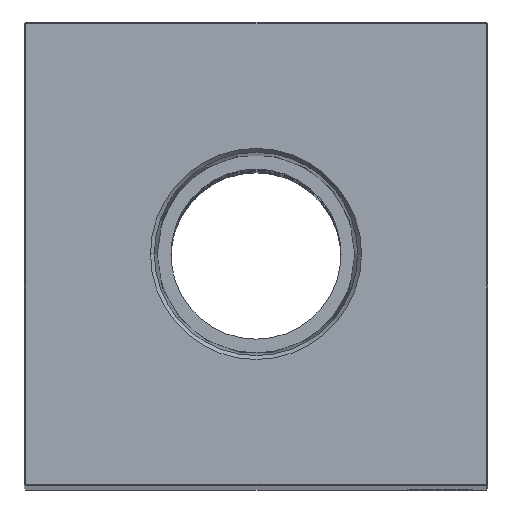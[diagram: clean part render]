
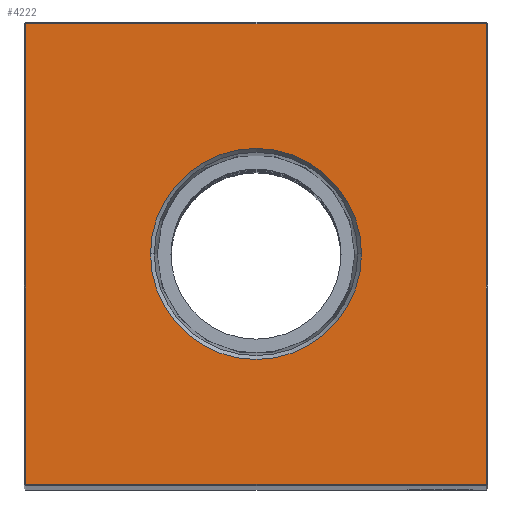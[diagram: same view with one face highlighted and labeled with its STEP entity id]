
A CAD part, top view. The second image highlights one B-rep face of the part: STEP entity #4222.
In plain terms, the highlighted planar face has unit normal (0, 0, 1).
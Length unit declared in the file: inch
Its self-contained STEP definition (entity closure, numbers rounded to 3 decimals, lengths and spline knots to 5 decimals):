
#1084 = VERTEX_POINT ( 'NONE', #3628 ) ;
#1174 = CIRCLE ( 'NONE', #8137, 0.68248 ) ;
#1816 = CARTESIAN_POINT ( 'NONE',  ( -1.49, 0., 15.25 ) ) ;
#2167 = EDGE_CURVE ( 'NONE', #3497, #1084, #4987, .T. ) ;
#3057 = CIRCLE ( 'NONE', #18881, 0.68248 ) ;
#3233 = CARTESIAN_POINT ( 'NONE',  ( 0.68248, 0., 15.25 ) ) ;
#3465 = ORIENTED_EDGE ( 'NONE', *, *, #14434, .F. ) ;
#3497 = VERTEX_POINT ( 'NONE', #23099 ) ;
#3628 = CARTESIAN_POINT ( 'NONE',  ( -1.49, 1.49, 15.25 ) ) ;
#3840 = PLANE ( 'NONE',  #19075 ) ;
#4085 = DIRECTION ( 'NONE',  ( 0., -1., 0. ) ) ;
#4222 = ADVANCED_FACE ( 'NONE', ( #24244, #5730 ), #3840, .F. ) ;
#4987 = LINE ( 'NONE', #13176, #18948 ) ;
#5730 = FACE_BOUND ( 'NONE', #18335, .T. ) ;
#6236 = ORIENTED_EDGE ( 'NONE', *, *, #14429, .F. ) ;
#6358 = CARTESIAN_POINT ( 'NONE',  ( 0., -1.49, 15.25 ) ) ;
#6385 = ORIENTED_EDGE ( 'NONE', *, *, #22818, .T. ) ;
#7384 = CARTESIAN_POINT ( 'NONE',  ( 0., 0., 15.25 ) ) ;
#7642 = DIRECTION ( 'NONE',  ( 1., 0., 0. ) ) ;
#7767 = DIRECTION ( 'NONE',  ( 0., 0., 1. ) ) ;
#7855 = VERTEX_POINT ( 'NONE', #9612 ) ;
#8137 = AXIS2_PLACEMENT_3D ( 'NONE', #13548, #7767, #17706 ) ;
#8259 = VECTOR ( 'NONE', #20446, 39.37008 ) ;
#9612 = CARTESIAN_POINT ( 'NONE',  ( -0.68248, 0., 15.25 ) ) ;
#9660 = VERTEX_POINT ( 'NONE', #14901 ) ;
#9716 = VERTEX_POINT ( 'NONE', #21158 ) ;
#9905 = DIRECTION ( 'NONE',  ( 0., 0., -1. ) ) ;
#10158 = CARTESIAN_POINT ( 'NONE',  ( 0., 0., 15.25 ) ) ;
#10439 = ORIENTED_EDGE ( 'NONE', *, *, #13958, .T. ) ;
#11039 = CARTESIAN_POINT ( 'NONE',  ( 1.49, 0., 15.25 ) ) ;
#11779 = EDGE_CURVE ( 'NONE', #9716, #3497, #25657, .T. ) ;
#13176 = CARTESIAN_POINT ( 'NONE',  ( 0., 1.49, 15.25 ) ) ;
#13261 = ORIENTED_EDGE ( 'NONE', *, *, #2167, .T. ) ;
#13548 = CARTESIAN_POINT ( 'NONE',  ( 0., 0., 15.25 ) ) ;
#13897 = EDGE_LOOP ( 'NONE', ( #10439, #6385, #17012, #13261 ) ) ;
#13958 = EDGE_CURVE ( 'NONE', #1084, #9660, #22071, .T. ) ;
#14429 = EDGE_CURVE ( 'NONE', #7855, #21219, #1174, .T. ) ;
#14434 = EDGE_CURVE ( 'NONE', #21219, #7855, #3057, .T. ) ;
#14654 = VECTOR ( 'NONE', #4085, 39.37008 ) ;
#14901 = CARTESIAN_POINT ( 'NONE',  ( -1.49, -1.49, 15.25 ) ) ;
#17012 = ORIENTED_EDGE ( 'NONE', *, *, #11779, .T. ) ;
#17706 = DIRECTION ( 'NONE',  ( 1., 0., 0. ) ) ;
#18335 = EDGE_LOOP ( 'NONE', ( #3465, #6236 ) ) ;
#18881 = AXIS2_PLACEMENT_3D ( 'NONE', #7384, #23596, #7642 ) ;
#18948 = VECTOR ( 'NONE', #21356, 39.37008 ) ;
#19075 = AXIS2_PLACEMENT_3D ( 'NONE', #10158, #9905, #26272 ) ;
#20446 = DIRECTION ( 'NONE',  ( 1., 0., 0. ) ) ;
#21158 = CARTESIAN_POINT ( 'NONE',  ( 1.49, -1.49, 15.25 ) ) ;
#21219 = VERTEX_POINT ( 'NONE', #3233 ) ;
#21356 = DIRECTION ( 'NONE',  ( -1., 0., 0. ) ) ;
#22071 = LINE ( 'NONE', #1816, #14654 ) ;
#22818 = EDGE_CURVE ( 'NONE', #9660, #9716, #24742, .T. ) ;
#23099 = CARTESIAN_POINT ( 'NONE',  ( 1.49, 1.49, 15.25 ) ) ;
#23596 = DIRECTION ( 'NONE',  ( 0., 0., 1. ) ) ;
#24244 = FACE_OUTER_BOUND ( 'NONE', #13897, .T. ) ;
#24742 = LINE ( 'NONE', #6358, #8259 ) ;
#24881 = VECTOR ( 'NONE', #25254, 39.37008 ) ;
#25254 = DIRECTION ( 'NONE',  ( 0., 1., 0. ) ) ;
#25657 = LINE ( 'NONE', #11039, #24881 ) ;
#26272 = DIRECTION ( 'NONE',  ( -1., 0., 0. ) ) ;
